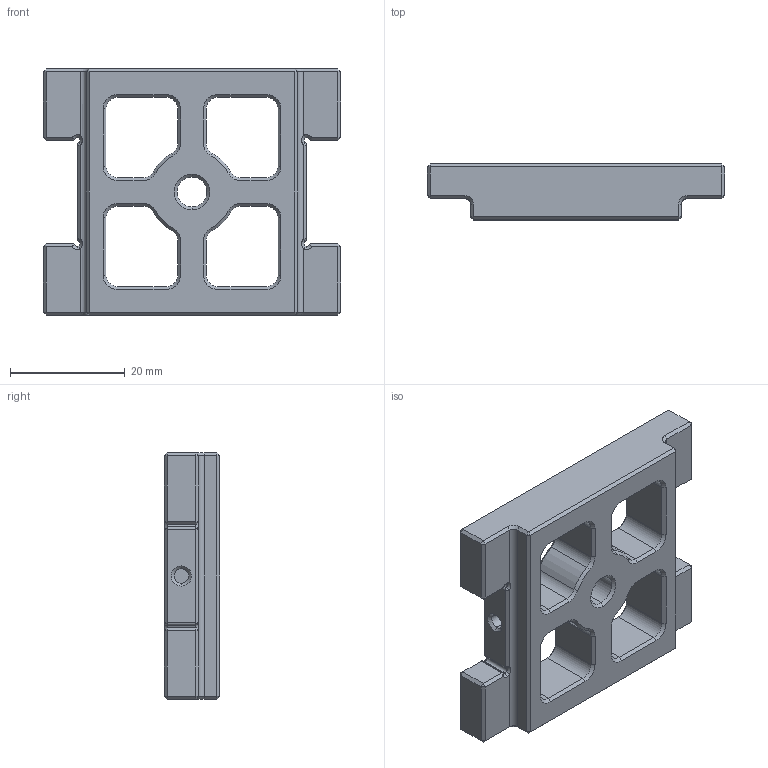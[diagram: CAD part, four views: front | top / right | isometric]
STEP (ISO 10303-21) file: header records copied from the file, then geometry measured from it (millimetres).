
FILE_DESCRIPTION (( 'STEP AP214' ), '1' );
FILE_NAME ('Base plate - Metal version.STEP', '2021-04-08T08:21:51', ( '' ), ( '' ), 'SwSTEP 2.0', 'SolidWorks 2018', '' );
FILE_SCHEMA (( 'AUTOMOTIVE_DESIGN' ));
Length unit declared in the file: millimetre
Products named in the file (1): Base plate - Metal version
Bounding box: 51.8 x 9.7 x 43 mm (x, y, z)
Volume: 11404.3 mm3; surface area: 6442.2 mm2
Topology: 1 solids, 1 shells, 276 faces, 618 edges, 330 vertices
Faces by surface type: plane 134, cone 92, cylinder 46, bspline 4
Entity records: 7958 total; most frequent: CARTESIAN_POINT 1889, DIRECTION 1306, ORIENTED_EDGE 1204, EDGE_CURVE 602, AXIS2_PLACEMENT_3D 447, VECTOR 412, LINE 412, VERTEX_POINT 330
